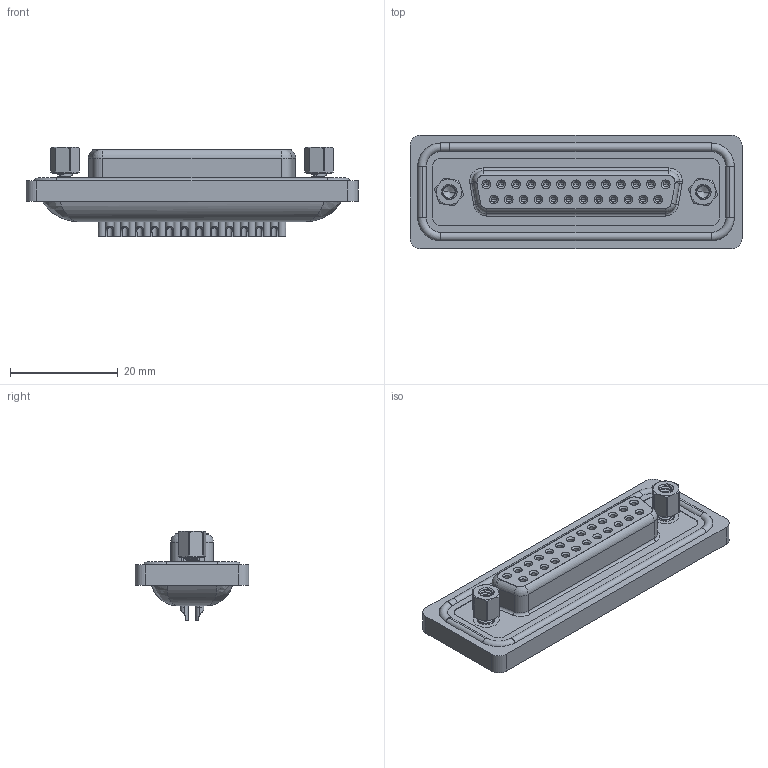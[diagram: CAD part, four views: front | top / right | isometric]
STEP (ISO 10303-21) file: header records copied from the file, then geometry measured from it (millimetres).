
FILE_DESCRIPTION (( 'STEP AP203' ), '1' );
FILE_NAME ('628-W25-322-012.STEP', '2024-03-21T19:37:58', ( '' ), ( '' ), 'SwSTEP 2.0', 'SolidWorks 2023', '' );
FILE_SCHEMA (( 'CONFIG_CONTROL_DESIGN' ));
Length unit declared in the file: millimetre
Products named in the file (8): 628W 4-40 Threaded Rivet; 628W Waterproof Housing_25 Contacts; 628W Contact Row 1_22; 628W Housing_25 Contacts; 628W 4-40 Hex Standoff; 628W Contact Row 2_22; 628-W25-322-012; 628W Shell Front_25 Contacts
Assembly tree (32 placements, depth 2):
  628-W25-322-012
    628W Housing_25 Contacts
    628W Shell Front_25 Contacts
    628W Contact Row 1_22  x13
    628W Contact Row 2_22  x12
    628W 4-40 Threaded Rivet  x2
    628W Waterproof Housing_25 Contacts
    628W 4-40 Hex Standoff  x2
Bounding box: 61.5 x 21.1 x 16.6 mm (x, y, z)
Volume: 8512.8 mm3; surface area: 13570 mm2
Topology: 33 solids, 33 shells, 1848 faces, 4630 edges, 2884 vertices
Faces by surface type: cylinder 795, plane 526, cone 255, torus 250, bspline 22
Entity records: 29058 total; most frequent: CARTESIAN_POINT 8652, DIRECTION 4235, ORIENTED_EDGE 3752, EDGE_CURVE 1876, AXIS2_PLACEMENT_3D 1762, VERTEX_POINT 1201, EDGE_LOOP 989, CIRCLE 955
